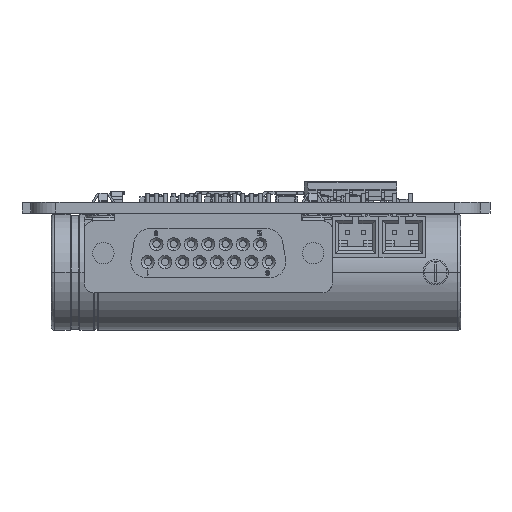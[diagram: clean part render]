
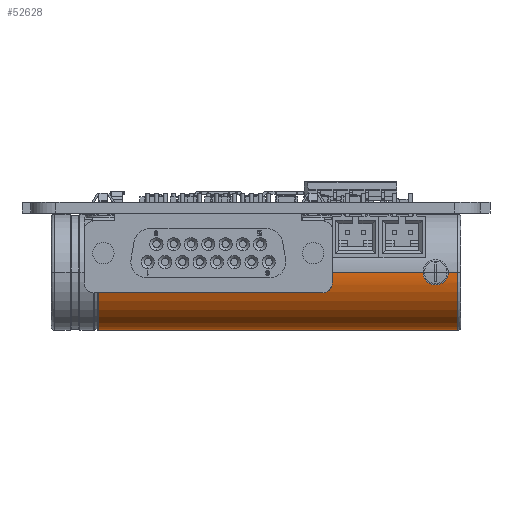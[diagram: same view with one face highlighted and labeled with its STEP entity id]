
A CAD part, left-side view. The second image highlights one B-rep face of the part: STEP entity #52628.
In plain terms, the highlighted cylindrical face has radius 9.2 mm (diameter 18.4 mm), a partial arc.
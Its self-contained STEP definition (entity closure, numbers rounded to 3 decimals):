
#52592 = EDGE_CURVE('',#52593,#52595,#52597,.T.);
#52593 = VERTEX_POINT('',#52594);
#52594 = CARTESIAN_POINT('',(-9.2,57.54,0.));
#52595 = VERTEX_POINT('',#52596);
#52596 = CARTESIAN_POINT('',(9.2,57.54,0.));
#52597 = CIRCLE('',#52598,9.2);
#52598 = AXIS2_PLACEMENT_3D('',#52599,#52600,#52601);
#52599 = CARTESIAN_POINT('',(0.,57.54,0.));
#52600 = DIRECTION('',(0.,1.,0.));
#52601 = DIRECTION('',(-1.,0.,0.));
#52628 = ADVANCED_FACE('',(#52629),#52737,.T.);
#52629 = FACE_BOUND('',#52630,.T.);
#52630 = EDGE_LOOP('',(#52631,#52642,#52650,#52683,#52691,#52724,#52730,
    #52731));
#52631 = ORIENTED_EDGE('',*,*,#52632,.T.);
#52632 = EDGE_CURVE('',#52633,#52635,#52637,.T.);
#52633 = VERTEX_POINT('',#52634);
#52634 = CARTESIAN_POINT('',(-9.2,0.5,0.));
#52635 = VERTEX_POINT('',#52636);
#52636 = CARTESIAN_POINT('',(9.2,0.5,0.));
#52637 = CIRCLE('',#52638,9.2);
#52638 = AXIS2_PLACEMENT_3D('',#52639,#52640,#52641);
#52639 = CARTESIAN_POINT('',(0.,0.5,0.));
#52640 = DIRECTION('',(0.,1.,0.));
#52641 = DIRECTION('',(-1.,0.,0.));
#52642 = ORIENTED_EDGE('',*,*,#52643,.T.);
#52643 = EDGE_CURVE('',#52635,#52644,#52646,.T.);
#52644 = VERTEX_POINT('',#52645);
#52645 = CARTESIAN_POINT('',(9.2,2.,0.));
#52646 = LINE('',#52647,#52648);
#52647 = CARTESIAN_POINT('',(9.2,0.,0.
    ));
#52648 = VECTOR('',#52649,1.);
#52649 = DIRECTION('',(0.,1.,0.));
#52650 = ORIENTED_EDGE('',*,*,#52651,.F.);
#52651 = EDGE_CURVE('',#52652,#52644,#52654,.T.);
#52652 = VERTEX_POINT('',#52653);
#52653 = CARTESIAN_POINT('',(9.2,6.,0.));
#52654 = B_SPLINE_CURVE_WITH_KNOTS('',3,(#52655,#52656,#52657,#52658,
    #52659,#52660,#52661,#52662,#52663,#52664,#52665,#52666,#52667,
    #52668,#52669,#52670,#52671,#52672,#52673,#52674,#52675,#52676,
    #52677,#52678,#52679,#52680,#52681,#52682),.UNSPECIFIED.,.F.,.F.,(4,
    2,2,2,2,2,2,2,2,2,2,2,2,4),(0.003,0.004,
    0.004,0.005,0.005,
    0.005,0.006,0.006,
    0.007,0.007,0.008,
    0.008,0.009,0.009),
  .UNSPECIFIED.);
#52655 = CARTESIAN_POINT('',(9.2,6.,0.));
#52656 = CARTESIAN_POINT('',(9.2,6.,0.131));
#52657 = CARTESIAN_POINT('',(9.197,5.987,
    0.264));
#52658 = CARTESIAN_POINT('',(9.186,5.935,
    0.521));
#52659 = CARTESIAN_POINT('',(9.178,5.898,
    0.645));
#52660 = CARTESIAN_POINT('',(9.148,5.746,1.009
    ));
#52661 = CARTESIAN_POINT('',(9.119,5.599,
    1.229));
#52662 = CARTESIAN_POINT('',(9.076,5.321,
    1.508));
#52663 = CARTESIAN_POINT('',(9.062,5.22,1.59
    ));
#52664 = CARTESIAN_POINT('',(9.035,5.004,
    1.735));
#52665 = CARTESIAN_POINT('',(9.023,4.887,1.797
    ));
#52666 = CARTESIAN_POINT('',(9.002,4.645,
    1.898));
#52667 = CARTESIAN_POINT('',(8.994,4.52,1.936
    ));
#52668 = CARTESIAN_POINT('',(8.983,4.263,
    1.987));
#52669 = CARTESIAN_POINT('',(8.98,4.13,2.
    ));
#52670 = CARTESIAN_POINT('',(8.98,3.738,
    2.));
#52671 = CARTESIAN_POINT('',(8.992,3.474,
    1.947));
#52672 = CARTESIAN_POINT('',(9.023,3.113,
    1.797));
#52673 = CARTESIAN_POINT('',(9.035,2.996,1.735)
  );
#52674 = CARTESIAN_POINT('',(9.062,2.779,
    1.589));
#52675 = CARTESIAN_POINT('',(9.076,2.678,
    1.507));
#52676 = CARTESIAN_POINT('',(9.105,2.494,
    1.322));
#52677 = CARTESIAN_POINT('',(9.119,2.41,
    1.22));
#52678 = CARTESIAN_POINT('',(9.146,2.265,
    1.003));
#52679 = CARTESIAN_POINT('',(9.158,2.203,0.889
    ));
#52680 = CARTESIAN_POINT('',(9.188,2.052,0.524
    ));
#52681 = CARTESIAN_POINT('',(9.2,2.,0.264));
#52682 = CARTESIAN_POINT('',(9.2,2.,0.));
#52683 = ORIENTED_EDGE('',*,*,#52684,.T.);
#52684 = EDGE_CURVE('',#52652,#52685,#52687,.T.);
#52685 = VERTEX_POINT('',#52686);
#52686 = CARTESIAN_POINT('',(9.2,52.,0.));
#52687 = LINE('',#52688,#52689);
#52688 = CARTESIAN_POINT('',(9.2,0.,0.
    ));
#52689 = VECTOR('',#52690,1.);
#52690 = DIRECTION('',(0.,1.,0.));
#52691 = ORIENTED_EDGE('',*,*,#52692,.F.);
#52692 = EDGE_CURVE('',#52693,#52685,#52695,.T.);
#52693 = VERTEX_POINT('',#52694);
#52694 = CARTESIAN_POINT('',(9.2,56.,0.));
#52695 = B_SPLINE_CURVE_WITH_KNOTS('',3,(#52696,#52697,#52698,#52699,
    #52700,#52701,#52702,#52703,#52704,#52705,#52706,#52707,#52708,
    #52709,#52710,#52711,#52712,#52713,#52714,#52715,#52716,#52717,
    #52718,#52719,#52720,#52721,#52722,#52723),.UNSPECIFIED.,.F.,.F.,(4,
    2,2,2,2,2,2,2,2,2,2,2,2,4),(0.003,0.004,
    0.004,0.005,0.005,
    0.005,0.006,0.006,
    0.007,0.007,0.008,
    0.008,0.009,0.009),
  .UNSPECIFIED.);
#52696 = CARTESIAN_POINT('',(9.2,56.,0.));
#52697 = CARTESIAN_POINT('',(9.2,56.,0.131));
#52698 = CARTESIAN_POINT('',(9.197,55.987,
    0.264));
#52699 = CARTESIAN_POINT('',(9.186,55.935,
    0.521));
#52700 = CARTESIAN_POINT('',(9.178,55.898,
    0.645));
#52701 = CARTESIAN_POINT('',(9.148,55.746,
    1.009));
#52702 = CARTESIAN_POINT('',(9.119,55.599,
    1.229));
#52703 = CARTESIAN_POINT('',(9.076,55.321,
    1.508));
#52704 = CARTESIAN_POINT('',(9.062,55.22,
    1.59));
#52705 = CARTESIAN_POINT('',(9.035,55.004,
    1.735));
#52706 = CARTESIAN_POINT('',(9.023,54.887,
    1.797));
#52707 = CARTESIAN_POINT('',(9.002,54.645,
    1.898));
#52708 = CARTESIAN_POINT('',(8.994,54.52,
    1.936));
#52709 = CARTESIAN_POINT('',(8.983,54.263,
    1.987));
#52710 = CARTESIAN_POINT('',(8.98,54.13,
    2.));
#52711 = CARTESIAN_POINT('',(8.98,53.738,
    2.));
#52712 = CARTESIAN_POINT('',(8.992,53.474,
    1.947));
#52713 = CARTESIAN_POINT('',(9.023,53.113,
    1.797));
#52714 = CARTESIAN_POINT('',(9.035,52.996,1.735)
  );
#52715 = CARTESIAN_POINT('',(9.062,52.779,
    1.589));
#52716 = CARTESIAN_POINT('',(9.076,52.678,
    1.507));
#52717 = CARTESIAN_POINT('',(9.105,52.494,
    1.322));
#52718 = CARTESIAN_POINT('',(9.119,52.41,
    1.22));
#52719 = CARTESIAN_POINT('',(9.146,52.265,
    1.003));
#52720 = CARTESIAN_POINT('',(9.158,52.203,
    0.889));
#52721 = CARTESIAN_POINT('',(9.188,52.052,
    0.524));
#52722 = CARTESIAN_POINT('',(9.2,52.,0.264));
#52723 = CARTESIAN_POINT('',(9.2,52.,0.));
#52724 = ORIENTED_EDGE('',*,*,#52725,.T.);
#52725 = EDGE_CURVE('',#52693,#52595,#52726,.T.);
#52726 = LINE('',#52727,#52728);
#52727 = CARTESIAN_POINT('',(9.2,0.,0.
    ));
#52728 = VECTOR('',#52729,1.);
#52729 = DIRECTION('',(0.,1.,0.));
#52730 = ORIENTED_EDGE('',*,*,#52592,.F.);
#52731 = ORIENTED_EDGE('',*,*,#52732,.F.);
#52732 = EDGE_CURVE('',#52633,#52593,#52733,.T.);
#52733 = LINE('',#52734,#52735);
#52734 = CARTESIAN_POINT('',(-9.2,0.,0.));
#52735 = VECTOR('',#52736,1.);
#52736 = DIRECTION('',(0.,1.,0.));
#52737 = CYLINDRICAL_SURFACE('',#52738,9.2);
#52738 = AXIS2_PLACEMENT_3D('',#52739,#52740,#52741);
#52739 = CARTESIAN_POINT('',(0.,0.,0.));
#52740 = DIRECTION('',(0.,1.,0.));
#52741 = DIRECTION('',(-1.,0.,0.));
